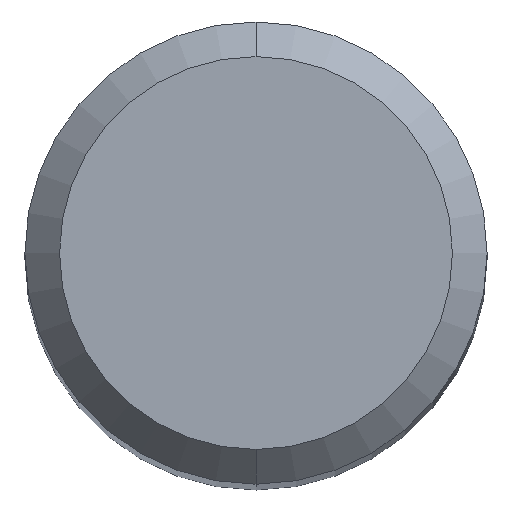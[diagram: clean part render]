
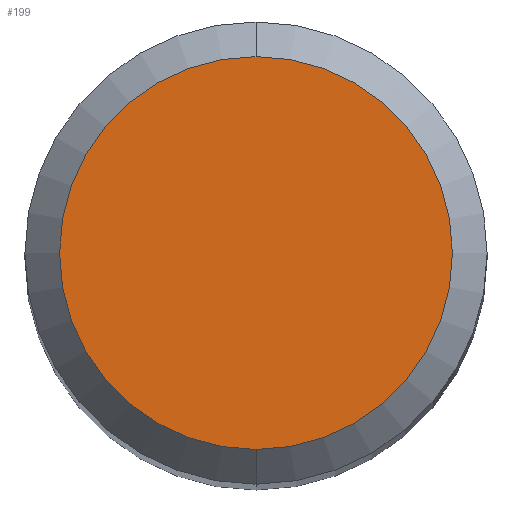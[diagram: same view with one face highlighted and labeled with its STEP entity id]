
A CAD part, top view. The second image highlights one B-rep face of the part: STEP entity #199.
In plain terms, the highlighted planar face has unit normal (0, 0, 1).
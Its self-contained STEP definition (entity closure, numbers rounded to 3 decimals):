
#199=ADVANCED_FACE('',(#509),#510,.T.);
#217=EDGE_CURVE('',#245,#257,#530,.T.);
#245=VERTEX_POINT('',#562);
#257=VERTEX_POINT('',#574);
#319=EDGE_CURVE('',#257,#245,#640,.T.);
#509=FACE_OUTER_BOUND('',#850,.T.);
#510=PLANE('',#851);
#530=CIRCLE('',#888,1.7);
#562=CARTESIAN_POINT('',(0.0,1.7,0.0));
#574=CARTESIAN_POINT('',(0.,-1.7,0.0));
#640=CIRCLE('',#1100,1.7);
#850=EDGE_LOOP('',(#1476,#1477));
#851=AXIS2_PLACEMENT_3D('',#1478,#1479,#1480);
#888=AXIS2_PLACEMENT_3D('',#1500,#1501,#1502);
#1100=AXIS2_PLACEMENT_3D('',#1613,#1614,#1615);
#1476=ORIENTED_EDGE('',*,*,#217,.F.);
#1477=ORIENTED_EDGE('',*,*,#319,.F.);
#1478=CARTESIAN_POINT('',(0.0,0.85,0.0));
#1479=DIRECTION('',(-0.0,0.0,1.0));
#1480=DIRECTION('',(0.0,-1.0,0.0));
#1500=CARTESIAN_POINT('',(0.0,0.0,0.0));
#1501=DIRECTION('',(0.0,0.0,-1.0));
#1502=DIRECTION('',(0.0,1.0,0.0));
#1613=CARTESIAN_POINT('',(0.0,0.0,0.0));
#1614=DIRECTION('',(0.0,0.0,-1.0));
#1615=DIRECTION('',(0.0,1.0,0.0));
